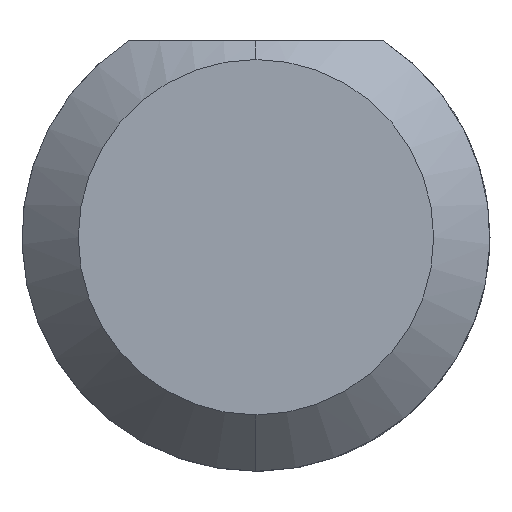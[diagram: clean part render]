
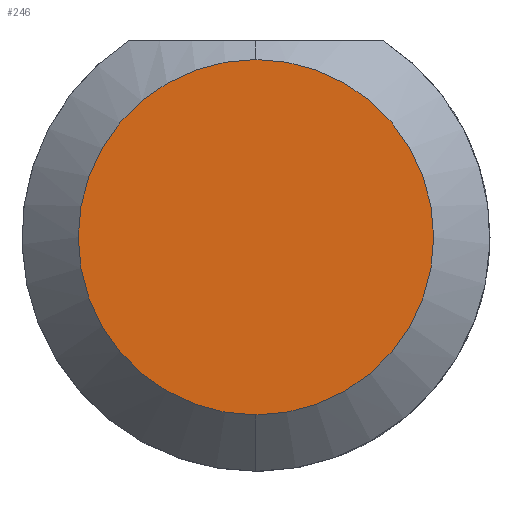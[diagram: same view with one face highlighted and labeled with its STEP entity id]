
A CAD part, left-side view. The second image highlights one B-rep face of the part: STEP entity #246.
In plain terms, the highlighted planar face has unit normal (-1, 0, 0).
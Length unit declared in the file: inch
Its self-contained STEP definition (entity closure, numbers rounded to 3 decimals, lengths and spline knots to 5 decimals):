
#4 = ORIENTED_EDGE ( 'NONE', *, *, #451, .T. ) ;
#23 = CARTESIAN_POINT ( 'NONE',  ( 0., 0., 0. ) ) ;
#42 = FACE_OUTER_BOUND ( 'NONE', #343, .T. ) ;
#120 = ORIENTED_EDGE ( 'NONE', *, *, #349, .T. ) ;
#141 = CIRCLE ( 'NONE', #296, 0.04735 ) ;
#201 = VERTEX_POINT ( 'NONE', #283 ) ;
#211 = DIRECTION ( 'NONE',  ( 0., 0., 1. ) ) ;
#213 = AXIS2_PLACEMENT_3D ( 'NONE', #23, #371, #248 ) ;
#246 = ADVANCED_FACE ( 'NONE', ( #42 ), #330, .F. ) ;
#248 = DIRECTION ( 'NONE',  ( 0., 0., -1. ) ) ;
#251 = CARTESIAN_POINT ( 'NONE',  ( 0., 0., 0. ) ) ;
#261 = CARTESIAN_POINT ( 'NONE',  ( 0., 0., 0.04735 ) ) ;
#262 = CARTESIAN_POINT ( 'NONE',  ( 0., 0., 0. ) ) ;
#283 = CARTESIAN_POINT ( 'NONE',  ( 0., 0., -0.04735 ) ) ;
#296 = AXIS2_PLACEMENT_3D ( 'NONE', #262, #535, #211 ) ;
#330 = PLANE ( 'NONE',  #213 ) ;
#343 = EDGE_LOOP ( 'NONE', ( #4, #120 ) ) ;
#349 = EDGE_CURVE ( 'NONE', #511, #201, #384, .T. ) ;
#371 = DIRECTION ( 'NONE',  ( 1., 0., 0. ) ) ;
#384 = CIRCLE ( 'NONE', #440, 0.04735 ) ;
#436 = DIRECTION ( 'NONE',  ( -1., 0., 0. ) ) ;
#440 = AXIS2_PLACEMENT_3D ( 'NONE', #251, #436, #521 ) ;
#451 = EDGE_CURVE ( 'NONE', #201, #511, #141, .T. ) ;
#511 = VERTEX_POINT ( 'NONE', #261 ) ;
#521 = DIRECTION ( 'NONE',  ( 0., 0., 1. ) ) ;
#535 = DIRECTION ( 'NONE',  ( -1., 0., 0. ) ) ;
